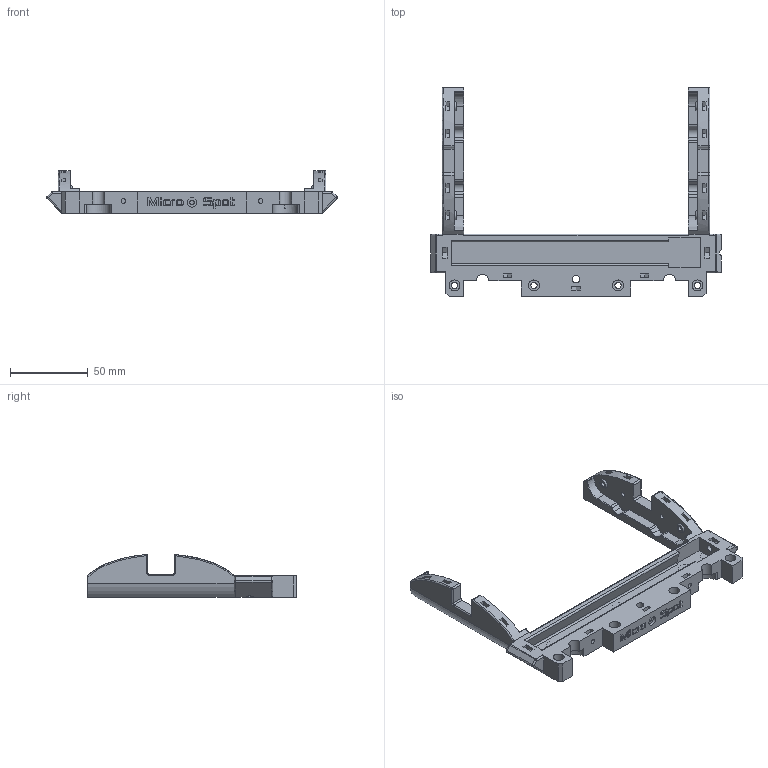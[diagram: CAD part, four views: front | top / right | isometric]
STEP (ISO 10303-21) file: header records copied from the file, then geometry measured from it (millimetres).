
FILE_DESCRIPTION(('FreeCAD Model'),'2;1');
FILE_NAME('UpperPhoneCarriage.step', '2016-12-29T13:20:12',('Author'),(''), 'Open CASCADE STEP processor 6.8','FreeCAD','Unknown');
FILE_SCHEMA(('AUTOMOTIVE_DESIGN_CC2 { 1 2 10303 214 -1 1 5 4 }'));
Length unit declared in the file: millimetre
Products named in the file (2): ASSEMBLY; UpperPhoneCarriage
Assembly tree (1 placements, depth 2):
  ASSEMBLY
    UpperPhoneCarriage
Bounding box: 186.67 x 134 x 27.59 mm (x, y, z)
Volume: 89061.2 mm3; surface area: 40903.5 mm2
Topology: 1 solids, 1 shells, 550 faces, 1440 edges, 935 vertices
Faces by surface type: plane 337, cylinder 115, extrusion 40, bspline 28, torus 20, sphere 6, cone 4
Full cylindrical faces by diameter (mm): 3 x4, 4 x4, 4.8 x1, 7 x4, 9 x5
Entity records: 49795 total; most frequent: CARTESIAN_POINT 21994, DIRECTION 4786, VECTOR 3186, LINE 3146, ORIENTED_EDGE 2868, PCURVE 2868, DEFINITIONAL_REPRESENTATION 2868, EDGE_CURVE 1434
